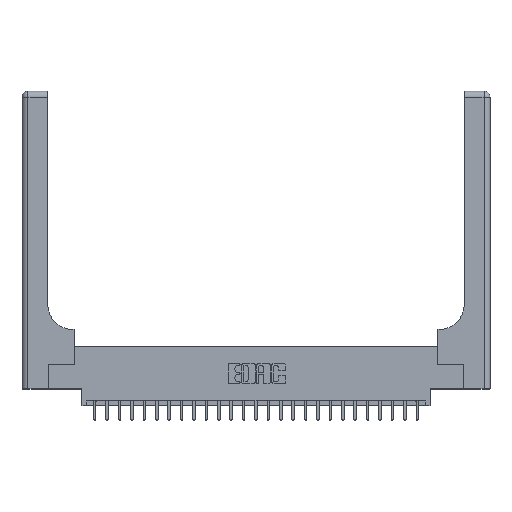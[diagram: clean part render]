
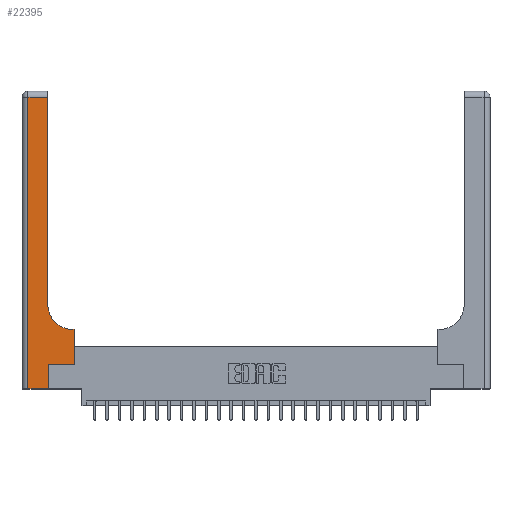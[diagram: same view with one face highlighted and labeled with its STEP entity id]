
A CAD part, top view. The second image highlights one B-rep face of the part: STEP entity #22395.
In plain terms, the highlighted planar face has unit normal (0, 0, 1).
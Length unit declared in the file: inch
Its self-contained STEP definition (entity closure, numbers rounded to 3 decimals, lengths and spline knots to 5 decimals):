
#432 = LINE ( 'NONE', #16371, #15893 ) ;
#521 = EDGE_CURVE ( 'NONE', #4834, #4943, #12886, .T. ) ;
#738 = LINE ( 'NONE', #18273, #10454 ) ;
#831 = EDGE_CURVE ( 'NONE', #21158, #14654, #432, .T. ) ;
#926 = DIRECTION ( 'NONE',  ( 0., 1., 0. ) ) ;
#1249 = DIRECTION ( 'NONE',  ( 0., 1., 0. ) ) ;
#2080 = CARTESIAN_POINT ( 'NONE',  ( 0.51, 0.85, 0.37 ) ) ;
#2479 = LINE ( 'NONE', #16909, #23096 ) ;
#2697 = EDGE_CURVE ( 'NONE', #24398, #17678, #18542, .T. ) ;
#2743 = DIRECTION ( 'NONE',  ( -1., 0., 0. ) ) ;
#2915 = ORIENTED_EDGE ( 'NONE', *, *, #7088, .T. ) ;
#2977 = LINE ( 'NONE', #24394, #12664 ) ;
#3354 = DIRECTION ( 'NONE',  ( 1., 0., 0. ) ) ;
#3796 = VECTOR ( 'NONE', #11911, 39.37008 ) ;
#4007 = DIRECTION ( 'NONE',  ( 1., 0., 0. ) ) ;
#4267 = VECTOR ( 'NONE', #926, 39.37008 ) ;
#4813 = AXIS2_PLACEMENT_3D ( 'NONE', #2080, #15618, #4007 ) ;
#4834 = VERTEX_POINT ( 'NONE', #9405 ) ;
#4943 = VERTEX_POINT ( 'NONE', #17421 ) ;
#6443 = EDGE_CURVE ( 'NONE', #17678, #4834, #14096, .T. ) ;
#7088 = EDGE_CURVE ( 'NONE', #9622, #24989, #738, .T. ) ;
#7847 = CARTESIAN_POINT ( 'NONE',  ( 0., 3., 0.37 ) ) ;
#8565 = DIRECTION ( 'NONE',  ( 1., 0., 0. ) ) ;
#8695 = CARTESIAN_POINT ( 'NONE',  ( 0.528, 0.25, 0.37 ) ) ;
#8840 = FACE_OUTER_BOUND ( 'NONE', #18153, .T. ) ;
#9056 = LINE ( 'NONE', #10480, #23336 ) ;
#9405 = CARTESIAN_POINT ( 'NONE',  ( 0.51, 0.6, 0.37 ) ) ;
#9622 = VERTEX_POINT ( 'NONE', #23354 ) ;
#9789 = DIRECTION ( 'NONE',  ( -1., 0., 0. ) ) ;
#9856 = CARTESIAN_POINT ( 'NONE',  ( 0.528, 0.6, 0.37 ) ) ;
#9964 = CARTESIAN_POINT ( 'NONE',  ( 0.26, 0.6, 0.37 ) ) ;
#9999 = CARTESIAN_POINT ( 'NONE',  ( 0.06, 3., 0.37 ) ) ;
#10154 = VECTOR ( 'NONE', #19763, 39.37008 ) ;
#10264 = ORIENTED_EDGE ( 'NONE', *, *, #19216, .T. ) ;
#10454 = VECTOR ( 'NONE', #2743, 39.37008 ) ;
#10480 = CARTESIAN_POINT ( 'NONE',  ( 0.265, 0., 0.37 ) ) ;
#10800 = ORIENTED_EDGE ( 'NONE', *, *, #24947, .T. ) ;
#10818 = ORIENTED_EDGE ( 'NONE', *, *, #2697, .T. ) ;
#11671 = CARTESIAN_POINT ( 'NONE',  ( 0.265, 0.25, 0.37 ) ) ;
#11911 = DIRECTION ( 'NONE',  ( -1., 0., 0. ) ) ;
#12419 = DIRECTION ( 'NONE',  ( 0., 1., 0. ) ) ;
#12664 = VECTOR ( 'NONE', #1249, 39.37008 ) ;
#12886 = CIRCLE ( 'NONE', #4813, 0.25 ) ;
#13901 = ORIENTED_EDGE ( 'NONE', *, *, #22917, .T. ) ;
#14096 = LINE ( 'NONE', #9964, #3796 ) ;
#14529 = ORIENTED_EDGE ( 'NONE', *, *, #15633, .T. ) ;
#14654 = VERTEX_POINT ( 'NONE', #16827 ) ;
#15618 = DIRECTION ( 'NONE',  ( 0., 0., -1. ) ) ;
#15633 = EDGE_CURVE ( 'NONE', #24989, #21158, #24899, .T. ) ;
#15746 = ORIENTED_EDGE ( 'NONE', *, *, #6443, .T. ) ;
#15893 = VECTOR ( 'NONE', #8565, 39.37008 ) ;
#16103 = ORIENTED_EDGE ( 'NONE', *, *, #831, .T. ) ;
#16371 = CARTESIAN_POINT ( 'NONE',  ( 0., 0., 0.37 ) ) ;
#16827 = CARTESIAN_POINT ( 'NONE',  ( 0.265, 0., 0.37 ) ) ;
#16909 = CARTESIAN_POINT ( 'NONE',  ( 0.265, 0.25, 0.37 ) ) ;
#17421 = CARTESIAN_POINT ( 'NONE',  ( 0.26, 0.85, 0.37 ) ) ;
#17541 = PLANE ( 'NONE',  #23756 ) ;
#17678 = VERTEX_POINT ( 'NONE', #9856 ) ;
#18153 = EDGE_LOOP ( 'NONE', ( #10264, #2915, #14529, #16103, #10800, #13901, #10818, #15746, #19341 ) ) ;
#18273 = CARTESIAN_POINT ( 'NONE',  ( 0., 2.94, 0.37 ) ) ;
#18542 = LINE ( 'NONE', #8695, #4267 ) ;
#19216 = EDGE_CURVE ( 'NONE', #4943, #9622, #2977, .T. ) ;
#19341 = ORIENTED_EDGE ( 'NONE', *, *, #521, .T. ) ;
#19763 = DIRECTION ( 'NONE',  ( 0., -1., 0. ) ) ;
#19813 = CARTESIAN_POINT ( 'NONE',  ( 0.528, 0.25, 0.37 ) ) ;
#20918 = VERTEX_POINT ( 'NONE', #11671 ) ;
#21158 = VERTEX_POINT ( 'NONE', #22190 ) ;
#21428 = DIRECTION ( 'NONE',  ( 0., 0., -1. ) ) ;
#22190 = CARTESIAN_POINT ( 'NONE',  ( 0.06, 0., 0.37 ) ) ;
#22395 = ADVANCED_FACE ( 'NONE', ( #8840 ), #17541, .F. ) ;
#22917 = EDGE_CURVE ( 'NONE', #20918, #24398, #2479, .T. ) ;
#23096 = VECTOR ( 'NONE', #3354, 39.37008 ) ;
#23336 = VECTOR ( 'NONE', #12419, 39.37008 ) ;
#23354 = CARTESIAN_POINT ( 'NONE',  ( 0.26, 2.94, 0.37 ) ) ;
#23756 = AXIS2_PLACEMENT_3D ( 'NONE', #7847, #21428, #9789 ) ;
#23993 = CARTESIAN_POINT ( 'NONE',  ( 0.06, 2.94, 0.37 ) ) ;
#24394 = CARTESIAN_POINT ( 'NONE',  ( 0.26, 3., 0.37 ) ) ;
#24398 = VERTEX_POINT ( 'NONE', #19813 ) ;
#24899 = LINE ( 'NONE', #9999, #10154 ) ;
#24947 = EDGE_CURVE ( 'NONE', #14654, #20918, #9056, .T. ) ;
#24989 = VERTEX_POINT ( 'NONE', #23993 ) ;
